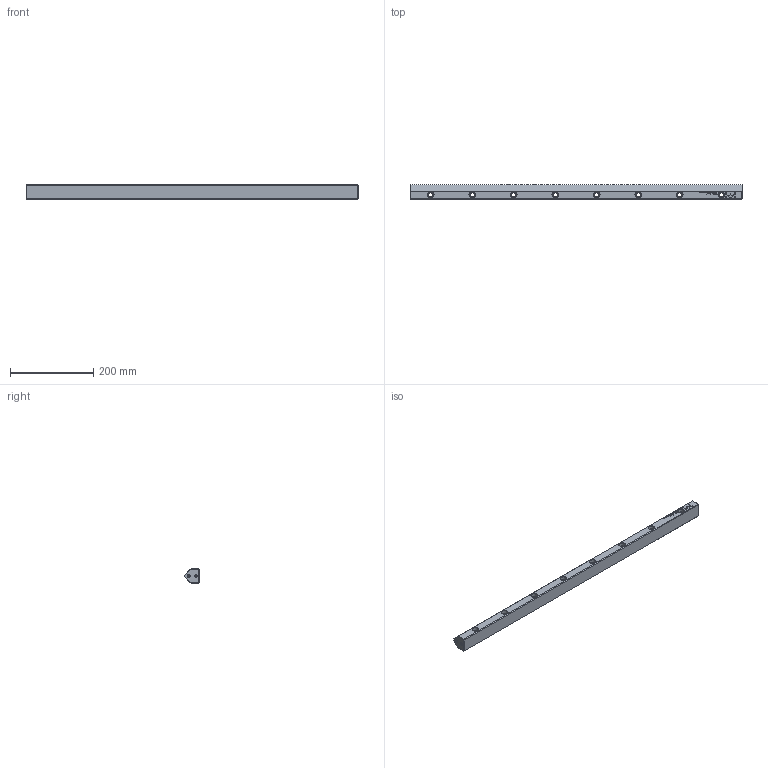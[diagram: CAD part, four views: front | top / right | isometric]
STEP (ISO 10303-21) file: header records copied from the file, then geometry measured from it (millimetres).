
FILE_DESCRIPTION(/* description */ (''),/* implementation_level */ '2;1');
FILE_NAME(/* name */ 'Rail V-6035x800.stp',/* time_stamp */ '2025-02-13T08:20:09+01:00',/* author */ (''),/* organization */ (''),/* preprocessor_version */ 'ST-DEVELOPER v16.7',/* originating_system */ 'SIEMENS PLM Software NX 12.0',/* authorisation */ '');
FILE_SCHEMA (('AUTOMOTIVE_DESIGN { 1 0 10303 214 3 1 1 1 }'));
Length unit declared in the file: millimetre
Products named in the file (1): Rail V-6035x800_step_stp
Bounding box: 800 x 35.5 x 35 mm (x, y, z)
Volume: 769861.7 mm3; surface area: 108325.4 mm2
Topology: 1 solids, 1 shells, 357 faces, 926 edges, 612 vertices
Faces by surface type: plane 223, bspline 90, cone 24, cylinder 20
Full cylindrical faces by diameter (mm): 5.188 x4, 10 x8, 15 x8
Entity records: 13044 total; most frequent: CARTESIAN_POINT 3074, ORIENTED_EDGE 1740, DIRECTION 1286, EDGE_CURVE 870, LINE 630, VECTOR 630, VERTEX_POINT 604, EDGE_LOOP 458
